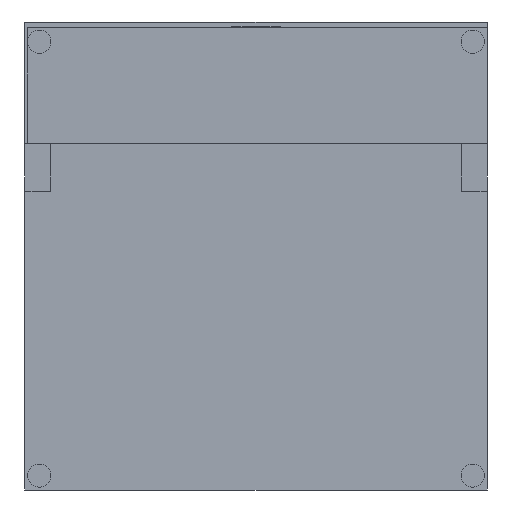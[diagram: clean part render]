
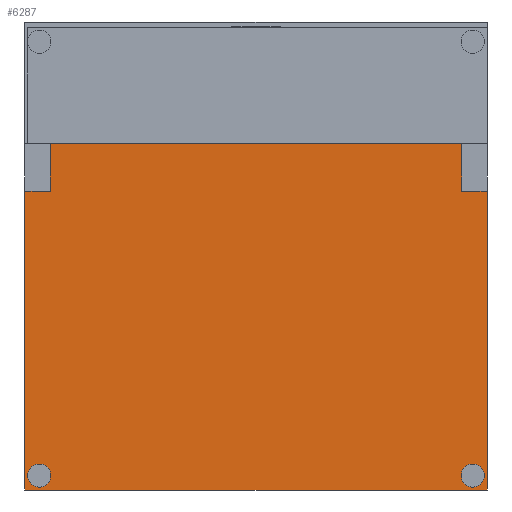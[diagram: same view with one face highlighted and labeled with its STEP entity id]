
A CAD part, front view. The second image highlights one B-rep face of the part: STEP entity #6287.
In plain terms, the highlighted planar face has unit normal (0, -1, 0).
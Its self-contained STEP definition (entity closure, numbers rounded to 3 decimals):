
#386=FACE_OUTER_BOUND('',#768,.T.);
#768=EDGE_LOOP('',(#4207,#4208,#4209,#4210,#4211,#4212,#4213,#4214));
#1160=LINE('',#9194,#1887);
#1164=LINE('',#9202,#1891);
#1169=LINE('',#9211,#1896);
#1170=LINE('',#9214,#1897);
#1175=LINE('',#9223,#1902);
#1176=LINE('',#9227,#1903);
#1180=LINE('',#9234,#1907);
#1182=LINE('',#9237,#1909);
#1887=VECTOR('',#7313,10.);
#1891=VECTOR('',#7319,10.);
#1896=VECTOR('',#7330,10.);
#1897=VECTOR('',#7333,10.);
#1902=VECTOR('',#7340,10.);
#1903=VECTOR('',#7343,10.);
#1907=VECTOR('',#7349,10.);
#1909=VECTOR('',#7353,10.);
#2610=VERTEX_POINT('',#9191);
#2611=VERTEX_POINT('',#9193);
#2613=VERTEX_POINT('',#9199);
#2614=VERTEX_POINT('',#9201);
#2616=VERTEX_POINT('',#9213);
#2619=VERTEX_POINT('',#9221);
#2620=VERTEX_POINT('',#9225);
#2621=VERTEX_POINT('',#9226);
#3234=EDGE_CURVE('',#2611,#2610,#1160,.T.);
#3238=EDGE_CURVE('',#2613,#2614,#1164,.T.);
#3243=EDGE_CURVE('',#2610,#2614,#1169,.T.);
#3244=EDGE_CURVE('',#2611,#2616,#1170,.T.);
#3249=EDGE_CURVE('',#2619,#2613,#1175,.T.);
#3250=EDGE_CURVE('',#2620,#2621,#1176,.T.);
#3254=EDGE_CURVE('',#2616,#2620,#1180,.T.);
#3256=EDGE_CURVE('',#2621,#2619,#1182,.T.);
#4207=ORIENTED_EDGE('',*,*,#3256,.F.);
#4208=ORIENTED_EDGE('',*,*,#3250,.F.);
#4209=ORIENTED_EDGE('',*,*,#3254,.F.);
#4210=ORIENTED_EDGE('',*,*,#3244,.F.);
#4211=ORIENTED_EDGE('',*,*,#3234,.T.);
#4212=ORIENTED_EDGE('',*,*,#3243,.T.);
#4213=ORIENTED_EDGE('',*,*,#3238,.F.);
#4214=ORIENTED_EDGE('',*,*,#3249,.F.);
#5984=PLANE('',#6728);
#6287=ADVANCED_FACE('',(#386),#5984,.F.);
#6728=AXIS2_PLACEMENT_3D('',#9240,#7357,#7358);
#7313=DIRECTION('',(0.,0.,1.));
#7319=DIRECTION('',(0.,0.,1.));
#7330=DIRECTION('',(-1.,0.,0.));
#7333=DIRECTION('',(1.,0.,0.));
#7340=DIRECTION('',(1.,0.,0.));
#7343=DIRECTION('',(-1.,0.,0.));
#7349=DIRECTION('',(0.,0.,-1.));
#7353=DIRECTION('',(0.,0.,1.));
#7357=DIRECTION('center_axis',(0.,1.,0.));
#7358=DIRECTION('ref_axis',(0.,0.,1.));
#9191=CARTESIAN_POINT('',(356.,0.,341.5));
#9193=CARTESIAN_POINT('',(356.,0.,258.5));
#9194=CARTESIAN_POINT('',(356.,0.,258.5));
#9199=CARTESIAN_POINT('',(-356.,0.,258.5));
#9201=CARTESIAN_POINT('',(-356.,0.,341.5));
#9202=CARTESIAN_POINT('',(-356.,0.,258.5));
#9211=CARTESIAN_POINT('',(-178.,0.,341.5));
#9213=CARTESIAN_POINT('',(400.,0.,258.5));
#9214=CARTESIAN_POINT('',(-400.,0.,258.5));
#9221=CARTESIAN_POINT('',(-400.,0.,258.5));
#9223=CARTESIAN_POINT('',(-400.,0.,258.5));
#9225=CARTESIAN_POINT('',(400.,0.,-258.5));
#9226=CARTESIAN_POINT('',(-400.,0.,-258.5));
#9227=CARTESIAN_POINT('',(400.,0.,-258.5));
#9234=CARTESIAN_POINT('',(400.,0.,258.5));
#9237=CARTESIAN_POINT('',(-400.,0.,-258.5));
#9240=CARTESIAN_POINT('Origin',(0.,0.,0.));
